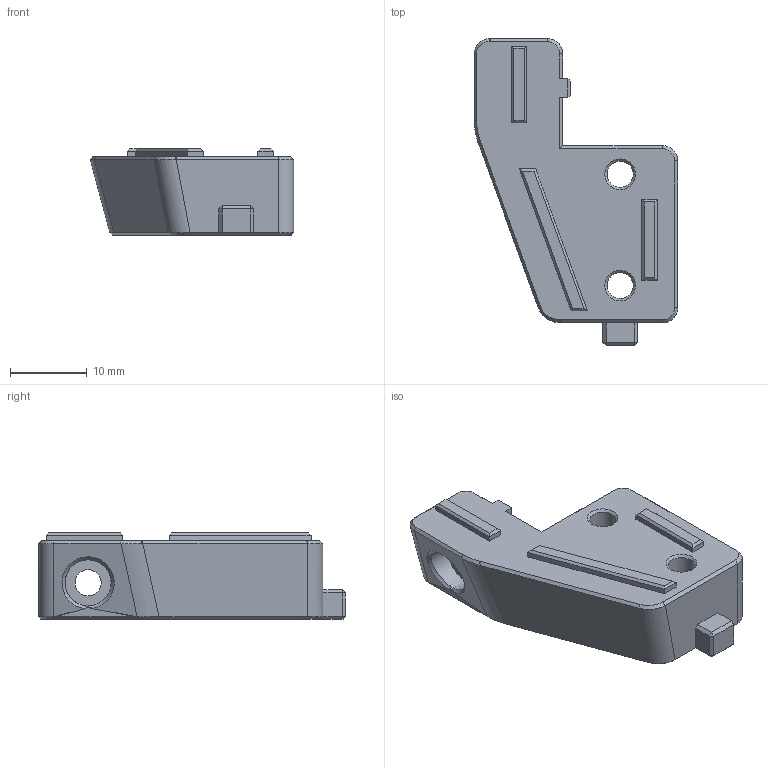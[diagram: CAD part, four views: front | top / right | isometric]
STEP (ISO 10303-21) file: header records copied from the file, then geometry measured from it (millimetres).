
FILE_DESCRIPTION(/* description */ (''),/* implementation_level */ '2;1');
FILE_NAME(/* name */ 'A_Drive_A_x1.step',/* time_stamp */ '2025-12-31T11:36:40-05:00',/* author */ (''),/* organization */ (''),/* preprocessor_version */ 'ST-DEVELOPER v20.1',/* originating_system */ 'Autodesk Translation Framework v14.21.0.0',/* authorisation */ '');
FILE_SCHEMA (('AUTOMOTIVE_DESIGN { 1 0 10303 214 3 1 1 }'));
Length unit declared in the file: millimetre
Products named in the file (1): A_Drive
Bounding box: 26.51 x 39.98 x 11.23 mm (x, y, z)
Volume: 6005.9 mm3; surface area: 2797.4 mm2
Topology: 1 solids, 1 shells, 126 faces, 295 edges, 175 vertices
Faces by surface type: plane 89, cone 13, cylinder 12, bspline 12
Full cylindrical faces by diameter (mm): 3.4 x3, 4.7 x2, 6 x1
Entity records: 4148 total; most frequent: CARTESIAN_POINT 1284, ORIENTED_EDGE 590, DIRECTION 550, EDGE_CURVE 295, LINE 240, VECTOR 240, VERTEX_POINT 175, AXIS2_PLACEMENT_3D 155
